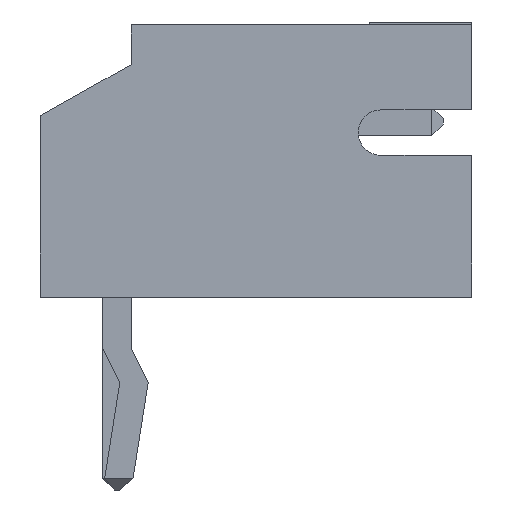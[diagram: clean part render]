
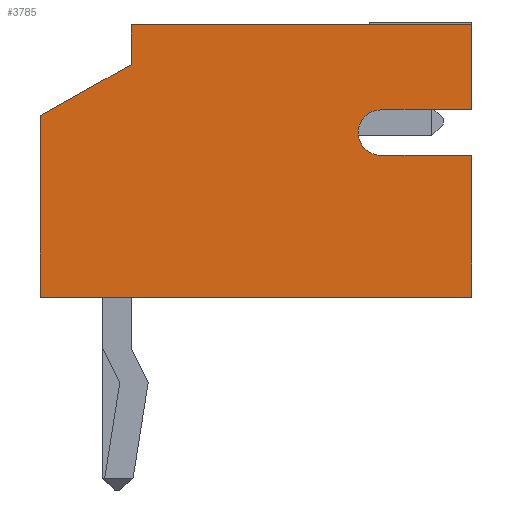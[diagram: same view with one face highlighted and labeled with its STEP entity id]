
A CAD part, left-side view. The second image highlights one B-rep face of the part: STEP entity #3785.
In plain terms, the highlighted planar face has unit normal (-1, 0, 0).
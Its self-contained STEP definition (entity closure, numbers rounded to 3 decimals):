
#2290 = VERTEX_POINT('',#2291);
#2291 = CARTESIAN_POINT('',(-1.95,-6.25,4.8));
#2297 = EDGE_CURVE('',#2290,#2298,#2300,.T.);
#2298 = VERTEX_POINT('',#2299);
#2299 = CARTESIAN_POINT('',(-1.95,-6.25,3.3));
#2300 = LINE('',#2301,#2302);
#2301 = CARTESIAN_POINT('',(-1.95,-6.25,4.8));
#2302 = VECTOR('',#2303,1.);
#2303 = DIRECTION('',(0.,0.,-1.));
#3738 = EDGE_CURVE('',#3739,#2290,#3741,.T.);
#3739 = VERTEX_POINT('',#3740);
#3740 = CARTESIAN_POINT('',(-1.95,-0.25,4.8));
#3741 = LINE('',#3742,#3743);
#3742 = CARTESIAN_POINT('',(-1.95,-0.25,4.8));
#3743 = VECTOR('',#3744,1.);
#3744 = DIRECTION('',(0.,-1.,0.));
#3785 = ADVANCED_FACE('',(#3786),#3861,.T.);
#3786 = FACE_BOUND('',#3787,.T.);
#3787 = EDGE_LOOP('',(#3788,#3796,#3804,#3812,#3820,#3828,#3836,#3844,
#3853,#3859,#3860));
#3788 = ORIENTED_EDGE('',*,*,#3789,.T.);
#3789 = EDGE_CURVE('',#3739,#3790,#3792,.T.);
#3790 = VERTEX_POINT('',#3791);
#3791 = CARTESIAN_POINT('',(-1.95,-0.25,4.1));
#3792 = LINE('',#3793,#3794);
#3793 = CARTESIAN_POINT('',(-1.95,-0.25,4.8));
#3794 = VECTOR('',#3795,1.);
#3795 = DIRECTION('',(0.,0.,-1.));
#3796 = ORIENTED_EDGE('',*,*,#3797,.T.);
#3797 = EDGE_CURVE('',#3790,#3798,#3800,.T.);
#3798 = VERTEX_POINT('',#3799);
#3799 = CARTESIAN_POINT('',(-1.95,1.35,3.2));
#3800 = LINE('',#3801,#3802);
#3801 = CARTESIAN_POINT('',(-1.95,-0.25,4.1));
#3802 = VECTOR('',#3803,1.);
#3803 = DIRECTION('',(0.,0.872,-0.49
));
#3804 = ORIENTED_EDGE('',*,*,#3805,.T.);
#3805 = EDGE_CURVE('',#3798,#3806,#3808,.T.);
#3806 = VERTEX_POINT('',#3807);
#3807 = CARTESIAN_POINT('',(-1.95,1.35,0.));
#3808 = LINE('',#3809,#3810);
#3809 = CARTESIAN_POINT('',(-1.95,1.35,3.2));
#3810 = VECTOR('',#3811,1.);
#3811 = DIRECTION('',(0.,0.,-1.));
#3812 = ORIENTED_EDGE('',*,*,#3813,.T.);
#3813 = EDGE_CURVE('',#3806,#3814,#3816,.T.);
#3814 = VERTEX_POINT('',#3815);
#3815 = CARTESIAN_POINT('',(-1.95,-6.25,0.));
#3816 = LINE('',#3817,#3818);
#3817 = CARTESIAN_POINT('',(-1.95,1.35,0.));
#3818 = VECTOR('',#3819,1.);
#3819 = DIRECTION('',(0.,-1.,0.));
#3820 = ORIENTED_EDGE('',*,*,#3821,.T.);
#3821 = EDGE_CURVE('',#3814,#3822,#3824,.T.);
#3822 = VERTEX_POINT('',#3823);
#3823 = CARTESIAN_POINT('',(-1.95,-6.25,0.3));
#3824 = LINE('',#3825,#3826);
#3825 = CARTESIAN_POINT('',(-1.95,-6.25,0.));
#3826 = VECTOR('',#3827,1.);
#3827 = DIRECTION('',(0.,0.,1.));
#3828 = ORIENTED_EDGE('',*,*,#3829,.F.);
#3829 = EDGE_CURVE('',#3830,#3822,#3832,.T.);
#3830 = VERTEX_POINT('',#3831);
#3831 = CARTESIAN_POINT('',(-1.95,-6.25,2.5));
#3832 = LINE('',#3833,#3834);
#3833 = CARTESIAN_POINT('',(-1.95,-6.25,4.8));
#3834 = VECTOR('',#3835,1.);
#3835 = DIRECTION('',(0.,0.,-1.));
#3836 = ORIENTED_EDGE('',*,*,#3837,.F.);
#3837 = EDGE_CURVE('',#3838,#3830,#3840,.T.);
#3838 = VERTEX_POINT('',#3839);
#3839 = CARTESIAN_POINT('',(-1.95,-4.65,2.5));
#3840 = LINE('',#3841,#3842);
#3841 = CARTESIAN_POINT('',(-1.95,-2.45,2.5));
#3842 = VECTOR('',#3843,1.);
#3843 = DIRECTION('',(0.,-1.,0.));
#3844 = ORIENTED_EDGE('',*,*,#3845,.T.);
#3845 = EDGE_CURVE('',#3838,#3846,#3848,.T.);
#3846 = VERTEX_POINT('',#3847);
#3847 = CARTESIAN_POINT('',(-1.95,-4.65,3.3));
#3848 = CIRCLE('',#3849,0.4);
#3849 = AXIS2_PLACEMENT_3D('',#3850,#3851,#3852);
#3850 = CARTESIAN_POINT('',(-1.95,-4.65,2.9));
#3851 = DIRECTION('',(1.,0.,0.));
#3852 = DIRECTION('',(0.,0.,1.));
#3853 = ORIENTED_EDGE('',*,*,#3854,.F.);
#3854 = EDGE_CURVE('',#2298,#3846,#3855,.T.);
#3855 = LINE('',#3856,#3857);
#3856 = CARTESIAN_POINT('',(-1.95,-3.25,3.3));
#3857 = VECTOR('',#3858,1.);
#3858 = DIRECTION('',(0.,1.,0.));
#3859 = ORIENTED_EDGE('',*,*,#2297,.F.);
#3860 = ORIENTED_EDGE('',*,*,#3738,.F.);
#3861 = PLANE('',#3862);
#3862 = AXIS2_PLACEMENT_3D('',#3863,#3864,#3865);
#3863 = CARTESIAN_POINT('',(-1.95,-0.25,4.8));
#3864 = DIRECTION('',(-1.,0.,0.));
#3865 = DIRECTION('',(0.,0.,1.));
